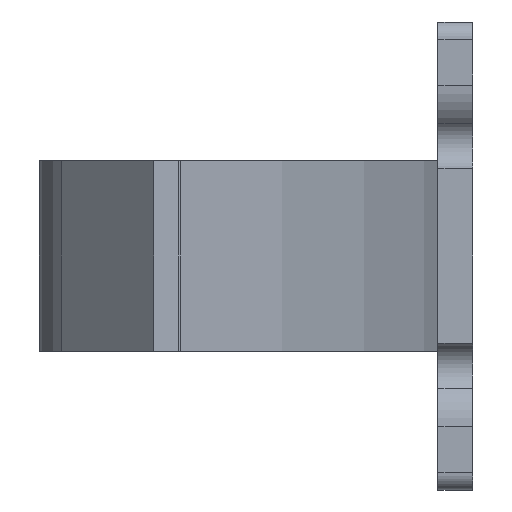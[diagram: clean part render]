
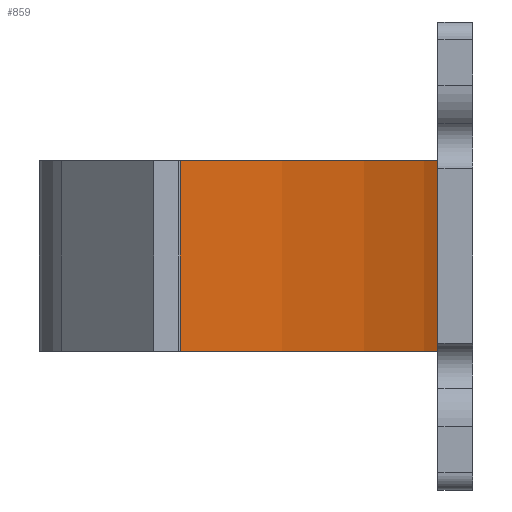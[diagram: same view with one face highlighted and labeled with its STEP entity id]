
A CAD part, left-side view. The second image highlights one B-rep face of the part: STEP entity #859.
In plain terms, the highlighted cylindrical face has radius 5.68 mm (diameter 11.36 mm), a partial arc.
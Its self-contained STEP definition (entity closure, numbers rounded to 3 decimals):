
#34=CYLINDRICAL_SURFACE('',#924,5.68);
#55=CIRCLE('',#904,5.68);
#62=CIRCLE('',#912,5.68);
#239=ORIENTED_EDGE('',*,*,#304,.T.);
#240=ORIENTED_EDGE('',*,*,#243,.T.);
#241=ORIENTED_EDGE('',*,*,#321,.F.);
#242=ORIENTED_EDGE('',*,*,#332,.T.);
#243=EDGE_CURVE('',#333,#334,#393,.T.);
#304=EDGE_CURVE('',#377,#333,#55,.T.);
#321=EDGE_CURVE('',#392,#334,#62,.T.);
#332=EDGE_CURVE('',#392,#377,#454,.T.);
#333=VERTEX_POINT('',#1112);
#334=VERTEX_POINT('',#1113);
#377=VERTEX_POINT('',#1235);
#392=VERTEX_POINT('',#1267);
#393=LINE('',#1111,#455);
#454=LINE('',#1290,#516);
#455=VECTOR('',#929,1000.);
#516=VECTOR('',#1106,1000.);
#550=EDGE_LOOP('',(#239,#240,#241,#242));
#584=FACE_BOUND('',#550,.T.);
#859=ADVANCED_FACE('',(#584),#34,.T.);
#904=AXIS2_PLACEMENT_3D('',#1234,#1046,#1047);
#912=AXIS2_PLACEMENT_3D('',#1268,#1072,#1073);
#924=AXIS2_PLACEMENT_3D('',#1291,#1107,#1108);
#929=DIRECTION('',(0.,0.,1.));
#1046=DIRECTION('',(0.,0.,1.));
#1047=DIRECTION('',(0.,1.,0.));
#1072=DIRECTION('',(0.,0.,1.));
#1073=DIRECTION('',(0.,1.,0.));
#1106=DIRECTION('',(0.,0.,-1.));
#1107=DIRECTION('',(0.,0.,-1.));
#1108=DIRECTION('',(-1.,0.,0.));
#1111=CARTESIAN_POINT('',(3.25,0.,1.35));
#1112=CARTESIAN_POINT('',(3.25,0.,-0.55));
#1113=CARTESIAN_POINT('',(3.25,0.,0.55));
#1234=CARTESIAN_POINT('',(3.25,5.68,-0.55));
#1235=CARTESIAN_POINT('',(-0.789,1.687,-0.55));
#1267=CARTESIAN_POINT('',(-0.789,1.687,0.55));
#1268=CARTESIAN_POINT('',(3.25,5.68,0.55));
#1290=CARTESIAN_POINT('',(-0.789,1.687,0.55));
#1291=CARTESIAN_POINT('',(3.25,5.68,0.55));
